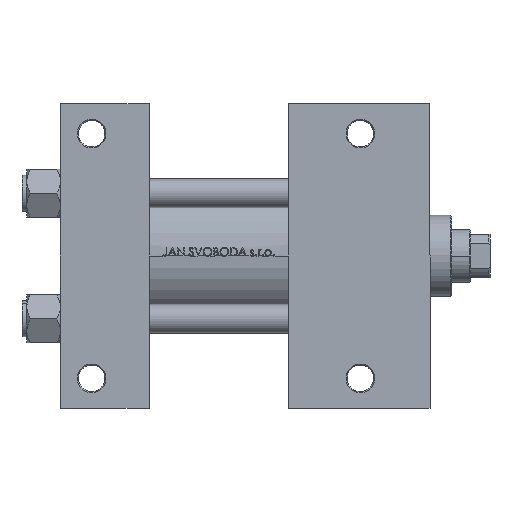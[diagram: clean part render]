
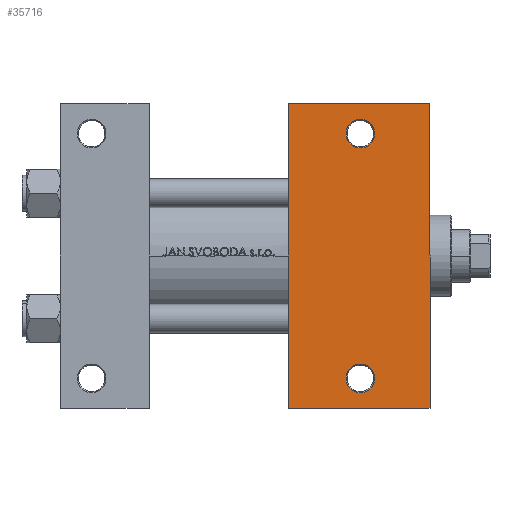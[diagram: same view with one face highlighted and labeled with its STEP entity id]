
A CAD part, front view. The second image highlights one B-rep face of the part: STEP entity #35716.
In plain terms, the highlighted face is planar.
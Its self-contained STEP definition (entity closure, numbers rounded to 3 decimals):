
#699 = VERTEX_POINT ( 'NONE', #41756 ) ;
#2102 = DIRECTION ( 'NONE',  ( -1., 0., 0. ) ) ;
#3283 = AXIS2_PLACEMENT_3D ( 'NONE', #3827, #7214, #21884 ) ;
#3361 = CARTESIAN_POINT ( 'NONE',  ( 95., 63.5, -37.5 ) ) ;
#3472 = ORIENTED_EDGE ( 'NONE', *, *, #44507, .T. ) ;
#3827 = CARTESIAN_POINT ( 'NONE',  ( 125., 51., -37.5 ) ) ;
#3836 = ORIENTED_EDGE ( 'NONE', *, *, #29650, .T. ) ;
#4308 = VECTOR ( 'NONE', #2102, 1000. ) ;
#4632 = CARTESIAN_POINT ( 'NONE',  ( 119.001, -51., -37.5 ) ) ;
#6323 = EDGE_LOOP ( 'NONE', ( #21280, #24018 ) ) ;
#7214 = DIRECTION ( 'NONE',  ( 0., 0., 1. ) ) ;
#7851 = CARTESIAN_POINT ( 'NONE',  ( 154., 37.5, -37.5 ) ) ;
#8664 = EDGE_CURVE ( 'NONE', #36700, #15354, #23060, .T. ) ;
#9134 = CARTESIAN_POINT ( 'NONE',  ( 130.999, -51., -37.5 ) ) ;
#10283 = AXIS2_PLACEMENT_3D ( 'NONE', #38442, #12719, #15849 ) ;
#10374 = AXIS2_PLACEMENT_3D ( 'NONE', #39103, #16288, #45865 ) ;
#10744 = FACE_BOUND ( 'NONE', #6323, .T. ) ;
#10998 = ORIENTED_EDGE ( 'NONE', *, *, #13702, .T. ) ;
#12089 = ORIENTED_EDGE ( 'NONE', *, *, #8664, .F. ) ;
#12424 = LINE ( 'NONE', #27105, #23174 ) ;
#12719 = DIRECTION ( 'NONE',  ( 0., 0., 1. ) ) ;
#12738 = EDGE_CURVE ( 'NONE', #699, #46661, #25676, .T. ) ;
#12868 = EDGE_CURVE ( 'NONE', #46661, #699, #21732, .T. ) ;
#13702 = EDGE_CURVE ( 'NONE', #46143, #44864, #29421, .T. ) ;
#15170 = ORIENTED_EDGE ( 'NONE', *, *, #45128, .T. ) ;
#15354 = VERTEX_POINT ( 'NONE', #33115 ) ;
#15598 = VERTEX_POINT ( 'NONE', #42496 ) ;
#15849 = DIRECTION ( 'NONE',  ( -1., 0., 0. ) ) ;
#16288 = DIRECTION ( 'NONE',  ( 0., 0., 1. ) ) ;
#16301 = CARTESIAN_POINT ( 'NONE',  ( 95., -63.5, -37.5 ) ) ;
#18839 = EDGE_LOOP ( 'NONE', ( #10998, #47170 ) ) ;
#21280 = ORIENTED_EDGE ( 'NONE', *, *, #12868, .T. ) ;
#21732 = CIRCLE ( 'NONE', #10283, 5.999 ) ;
#21816 = PLANE ( 'NONE',  #39310 ) ;
#21884 = DIRECTION ( 'NONE',  ( -1., 0., 0. ) ) ;
#22750 = VECTOR ( 'NONE', #38111, 1000. ) ;
#23060 = LINE ( 'NONE', #29558, #25543 ) ;
#23152 = DIRECTION ( 'NONE',  ( -1., 0., 0. ) ) ;
#23174 = VECTOR ( 'NONE', #30939, 1000. ) ;
#23460 = LINE ( 'NONE', #35393, #22750 ) ;
#24003 = LINE ( 'NONE', #16301, #4308 ) ;
#24018 = ORIENTED_EDGE ( 'NONE', *, *, #12738, .T. ) ;
#24704 = FACE_OUTER_BOUND ( 'NONE', #27278, .T. ) ;
#25543 = VECTOR ( 'NONE', #25946, 1000. ) ;
#25676 = CIRCLE ( 'NONE', #3283, 5.999 ) ;
#25946 = DIRECTION ( 'NONE',  ( 0., -1., 0. ) ) ;
#27105 = CARTESIAN_POINT ( 'NONE',  ( 95., 63.5, -37.5 ) ) ;
#27278 = EDGE_LOOP ( 'NONE', ( #12089, #3836, #3472, #15170 ) ) ;
#28926 = DIRECTION ( 'NONE',  ( 0., 0., 1. ) ) ;
#29421 = CIRCLE ( 'NONE', #39380, 5.999 ) ;
#29558 = CARTESIAN_POINT ( 'NONE',  ( 95., 37.5, -37.5 ) ) ;
#29650 = EDGE_CURVE ( 'NONE', #36700, #15598, #12424, .T. ) ;
#30939 = DIRECTION ( 'NONE',  ( 1., 0., 0. ) ) ;
#33115 = CARTESIAN_POINT ( 'NONE',  ( 95., -63.5, -37.5 ) ) ;
#35393 = CARTESIAN_POINT ( 'NONE',  ( 154., 37.5, -37.5 ) ) ;
#35716 = ADVANCED_FACE ( 'NONE', ( #10744, #40069, #24704 ), #21816, .T. ) ;
#36380 = CARTESIAN_POINT ( 'NONE',  ( 125., -51., -37.5 ) ) ;
#36700 = VERTEX_POINT ( 'NONE', #3361 ) ;
#37423 = DIRECTION ( 'NONE',  ( 0., 0., -1. ) ) ;
#38111 = DIRECTION ( 'NONE',  ( 0., -1., 0. ) ) ;
#38442 = CARTESIAN_POINT ( 'NONE',  ( 125., 51., -37.5 ) ) ;
#39069 = VERTEX_POINT ( 'NONE', #40581 ) ;
#39103 = CARTESIAN_POINT ( 'NONE',  ( 125., -51., -37.5 ) ) ;
#39310 = AXIS2_PLACEMENT_3D ( 'NONE', #7851, #37423, #43933 ) ;
#39380 = AXIS2_PLACEMENT_3D ( 'NONE', #36380, #28926, #23152 ) ;
#39619 = CARTESIAN_POINT ( 'NONE',  ( 119.001, 51., -37.5 ) ) ;
#40069 = FACE_BOUND ( 'NONE', #18839, .T. ) ;
#40581 = CARTESIAN_POINT ( 'NONE',  ( 154., -63.5, -37.5 ) ) ;
#41064 = CIRCLE ( 'NONE', #10374, 5.999 ) ;
#41756 = CARTESIAN_POINT ( 'NONE',  ( 130.999, 51., -37.5 ) ) ;
#42464 = EDGE_CURVE ( 'NONE', #44864, #46143, #41064, .T. ) ;
#42496 = CARTESIAN_POINT ( 'NONE',  ( 154., 63.5, -37.5 ) ) ;
#43933 = DIRECTION ( 'NONE',  ( -1., 0., 0. ) ) ;
#44507 = EDGE_CURVE ( 'NONE', #15598, #39069, #23460, .T. ) ;
#44864 = VERTEX_POINT ( 'NONE', #9134 ) ;
#45128 = EDGE_CURVE ( 'NONE', #39069, #15354, #24003, .T. ) ;
#45865 = DIRECTION ( 'NONE',  ( -1., 0., 0. ) ) ;
#46143 = VERTEX_POINT ( 'NONE', #4632 ) ;
#46661 = VERTEX_POINT ( 'NONE', #39619 ) ;
#47170 = ORIENTED_EDGE ( 'NONE', *, *, #42464, .T. ) ;
